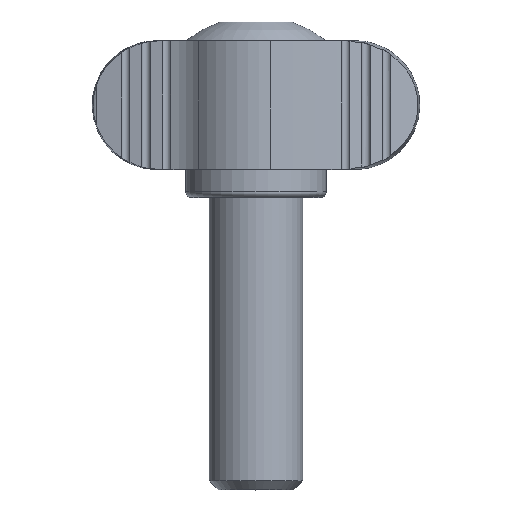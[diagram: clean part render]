
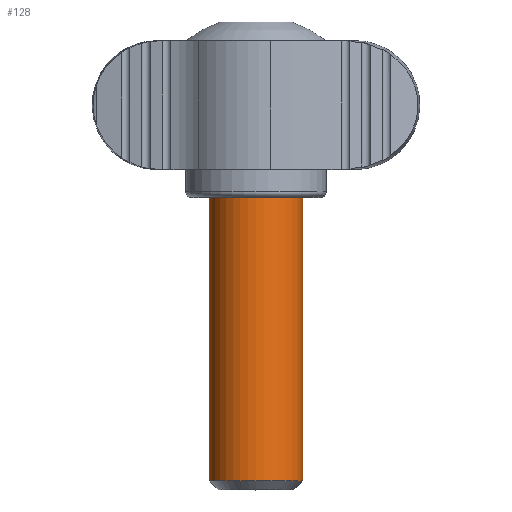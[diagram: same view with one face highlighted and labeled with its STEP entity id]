
A CAD part, top view. The second image highlights one B-rep face of the part: STEP entity #128.
In plain terms, the highlighted cylindrical face has radius 4 mm (diameter 8 mm), a full revolution.
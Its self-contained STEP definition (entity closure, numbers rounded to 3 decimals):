
#128 = ADVANCED_FACE( '', ( #270, #271 ), #272, .T. );
#270 = FACE_OUTER_BOUND( '', #423, .T. );
#271 = FACE_OUTER_BOUND( '', #424, .T. );
#272 = CYLINDRICAL_SURFACE( '', #425, 4. );
#423 = EDGE_LOOP( '', ( #749 ) );
#424 = EDGE_LOOP( '', ( #750 ) );
#425 = AXIS2_PLACEMENT_3D( '', #751, #752, #753 );
#749 = ORIENTED_EDGE( '', *, *, #1030, .F. );
#750 = ORIENTED_EDGE( '', *, *, #914, .T. );
#751 = CARTESIAN_POINT( '', ( 0., -25., 0. ) );
#752 = DIRECTION( '', ( 0., 1., 0. ) );
#753 = DIRECTION( '', ( 0., 0., -1. ) );
#914 = EDGE_CURVE( '', #1090, #1090, #1091, .F. );
#1030 = EDGE_CURVE( '', #1269, #1269, #1270, .T. );
#1090 = VERTEX_POINT( '', #1399 );
#1091 = CIRCLE( '', #1400, 4. );
#1269 = VERTEX_POINT( '', #1876 );
#1270 = CIRCLE( '', #1877, 4. );
#1399 = CARTESIAN_POINT( '', ( 0., 0., 4. ) );
#1400 = AXIS2_PLACEMENT_3D( '', #1929, #1930, #1931 );
#1876 = CARTESIAN_POINT( '', ( 0., -24.233, -4. ) );
#1877 = AXIS2_PLACEMENT_3D( '', #2022, #2023, #2024 );
#1929 = CARTESIAN_POINT( '', ( 0., 0., 0. ) );
#1930 = DIRECTION( '', ( 0., 1., 0. ) );
#1931 = DIRECTION( '', ( 0., 0., 1. ) );
#2022 = CARTESIAN_POINT( '', ( 0., -24.233, 0. ) );
#2023 = DIRECTION( '', ( 0., -1., 0. ) );
#2024 = DIRECTION( '', ( 0., 0., -1. ) );
